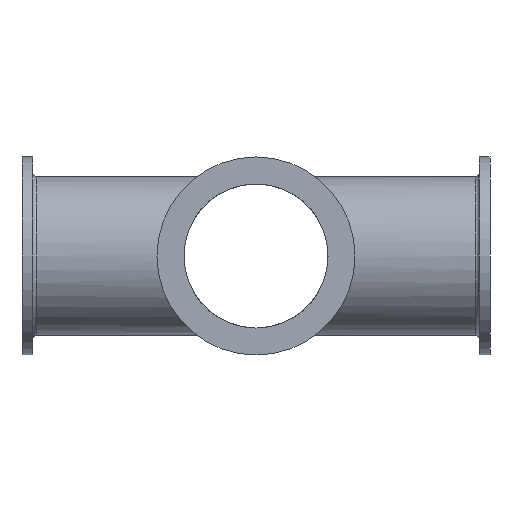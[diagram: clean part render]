
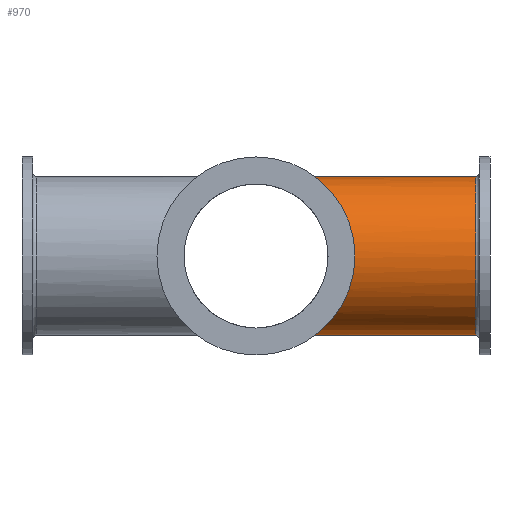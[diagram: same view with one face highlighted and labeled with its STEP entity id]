
A CAD part, left-side view. The second image highlights one B-rep face of the part: STEP entity #970.
In plain terms, the highlighted cylindrical face has radius 22 mm (diameter 44 mm), a partial arc.
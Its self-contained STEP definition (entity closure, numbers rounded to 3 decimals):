
#164=CARTESIAN_POINT('',(0.,-61.,0.));
#165=DIRECTION('',(0.,-1.,0.));
#166=DIRECTION('',(0.,0.,1.));
#167=AXIS2_PLACEMENT_3D('',#164,#165,#166);
#169=DIRECTION('',(0.,1.,0.));
#170=VECTOR('',#169,61.);
#171=CARTESIAN_POINT('',(0.,-61.,22.));
#172=LINE('',#171,#170);
#173=CARTESIAN_POINT('',(0.,0.,22.));
#174=CARTESIAN_POINT('',(-1.546,-1.697,22.));
#175=CARTESIAN_POINT('',(-4.587,-4.96,21.676));
#176=CARTESIAN_POINT('',(-8.868,-9.61,20.291));
#177=CARTESIAN_POINT('',(-12.534,-13.578,18.23));
#178=CARTESIAN_POINT('',(-15.526,-16.82,15.737));
#179=CARTESIAN_POINT('',(-17.885,-19.376,12.97));
#180=CARTESIAN_POINT('',(-19.647,-21.284,10.076));
#181=CARTESIAN_POINT('',(-20.876,-22.615,7.164));
#182=CARTESIAN_POINT('',(-21.645,-23.449,4.279));
#183=CARTESIAN_POINT('',(-22.016,-23.85,1.423));
#184=CARTESIAN_POINT('',(-22.015,-23.85,
-1.426));
#185=CARTESIAN_POINT('',(-21.645,-23.449,
-4.282));
#186=CARTESIAN_POINT('',(-20.875,-22.614,
-7.167));
#187=CARTESIAN_POINT('',(-19.646,-21.283,
-10.08));
#188=CARTESIAN_POINT('',(-17.884,-19.374,
-12.972));
#189=CARTESIAN_POINT('',(-15.525,-16.819,
-15.738));
#190=CARTESIAN_POINT('',(-12.534,-13.578,
-18.23));
#191=CARTESIAN_POINT('',(-8.868,-9.61,
-20.291));
#192=CARTESIAN_POINT('',(-4.587,-4.96,
-21.676));
#193=CARTESIAN_POINT('',(-1.546,-1.697,-22.));
#194=CARTESIAN_POINT('',(0.,0.,-22.));
#219=DIRECTION('',(0.,1.,0.));
#220=VECTOR('',#219,61.);
#221=CARTESIAN_POINT('',(0.,-61.,-22.));
#222=LINE('',#221,#220);
#511=CARTESIAN_POINT('',(0.,0.,-22.));
#532=CARTESIAN_POINT('',(0.,0.,22.));
#718=CARTESIAN_POINT('',(0.,-61.,22.));
#719=VERTEX_POINT('',#718);
#724=CARTESIAN_POINT('',(0.,-61.,-22.));
#725=VERTEX_POINT('',#724);
#750=VERTEX_POINT('',#511);
#751=VERTEX_POINT('',#532);
#956=CARTESIAN_POINT('',(0.,65.,0.));
#957=DIRECTION('',(0.,-1.,0.));
#958=DIRECTION('',(0.,0.,-1.));
#959=AXIS2_PLACEMENT_3D('',#956,#957,#958);
#960=CYLINDRICAL_SURFACE('',#959,22.);
#962=ORIENTED_EDGE('',*,*,#961,.F.);
#963=ORIENTED_EDGE('',*,*,#950,.T.);
#965=ORIENTED_EDGE('',*,*,#964,.T.);
#967=ORIENTED_EDGE('',*,*,#966,.F.);
#968=EDGE_LOOP('',(#962,#963,#965,#967));
#969=FACE_OUTER_BOUND('',#968,.F.);
#970=ADVANCED_FACE('',(#969),#960,.T.);
#168=CIRCLE('',#167,22.);
#195=B_SPLINE_CURVE_WITH_KNOTS('',3,(#173,#174,#175,#176,#177,#178,#179,#180,
#181,#182,#183,#184,#185,#186,#187,#188,#189,#190,#191,#192,#193,#194),
.UNSPECIFIED.,.F.,.F.,(4,1,1,1,1,1,1,1,1,1,1,1,1,1,1,1,1,1,1,4),(0.,
0.053,0.105,0.158,0.211,
0.263,0.316,0.368,0.421,
0.474,0.526,0.579,0.632,
0.684,0.737,0.789,0.842,
0.895,0.947,1.),.UNSPECIFIED.);
#950=EDGE_CURVE('',#719,#725,#168,.T.);
#961=EDGE_CURVE('',#719,#751,#172,.T.);
#964=EDGE_CURVE('',#725,#750,#222,.T.);
#966=EDGE_CURVE('',#751,#750,#195,.T.);
